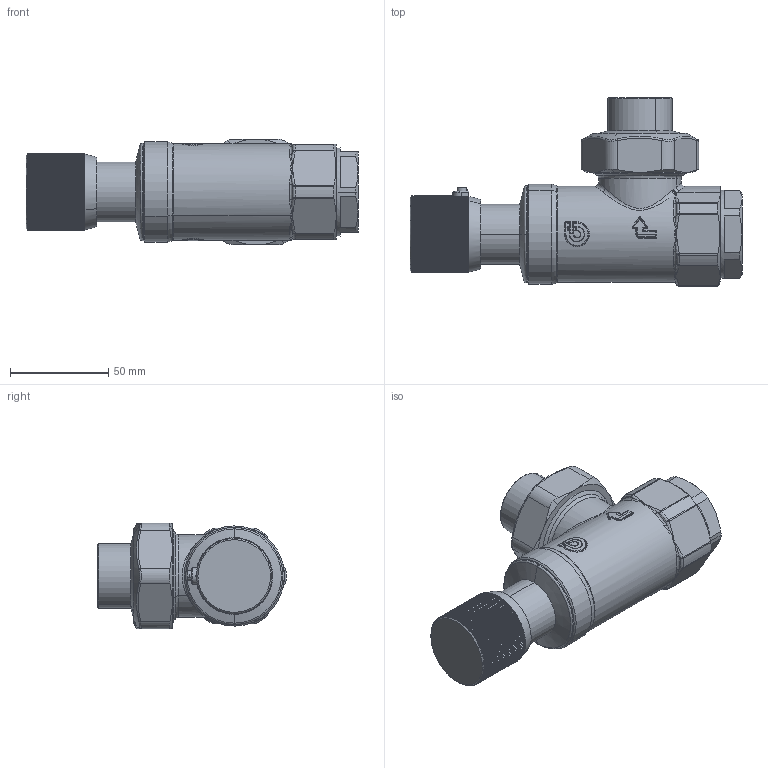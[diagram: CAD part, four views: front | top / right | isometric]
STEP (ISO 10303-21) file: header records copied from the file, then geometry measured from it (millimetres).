
FILE_DESCRIPTION(('CATIA V5 STEP Exchange'),'2;1');
FILE_NAME('STEP_519609A_-_TST.stp','2018-09-11T14:17:46+00:00',('none'),('none'),'CATIA Version 5-6 Release 2016 SP4','CATIA V5 STEP AP203','none');
FILE_SCHEMA(('CONFIG_CONTROL_DESIGN'));
Products named in the file (1): _519609a0001_sw0001
Bounding box: 169 x 95.98 x 53.8 mm (x, y, z)
Surface area: 45507.8 mm2 (no closed solid volume)
Topology: 0 solids, 17 shells, 1125 faces, 3881 edges, 2646 vertices
Faces by surface type: plane 392, bspline 353, cylinder 287, cone 51, sphere 22, torus 20
Entity records: 56760 total; most frequent: CARTESIAN_POINT 30308, ORIENTED_EDGE 6134, EDGE_CURVE 3858, DIRECTION 3486, VERTEX_POINT 2646, B_SPLINE_CURVE_WITH_KNOTS 1468, AXIS2_PLACEMENT_3D 1392, VECTOR 1322
